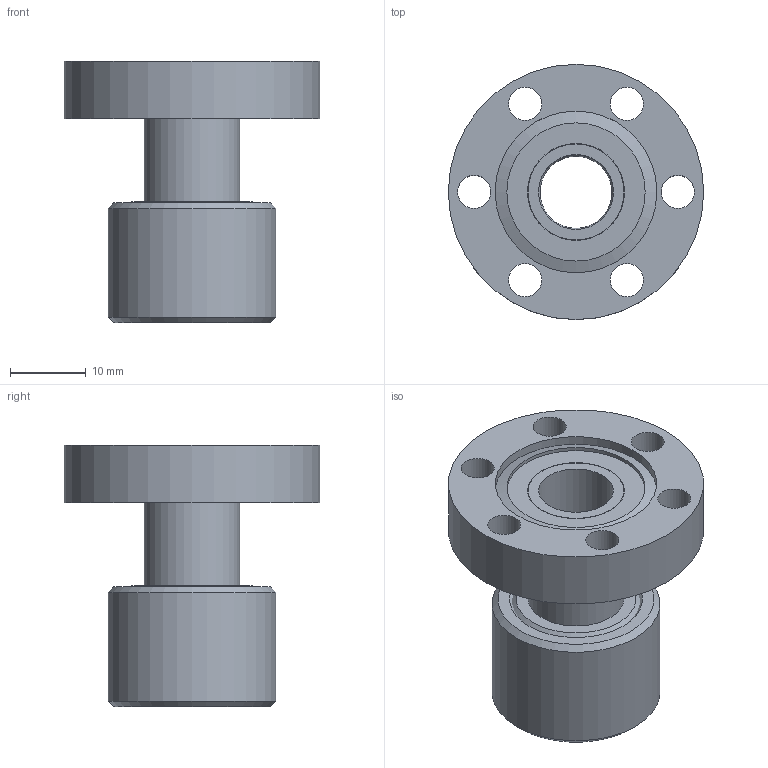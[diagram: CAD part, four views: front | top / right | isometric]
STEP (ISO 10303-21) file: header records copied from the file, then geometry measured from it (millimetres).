
FILE_DESCRIPTION(/* description */ (''),/* implementation_level */ '2;1');
FILE_NAME(/* name */ '5000601a.stp',/* time_stamp */ '2019-08-26T10:35:56-04:00',/* author */ ('Sana_M'),/* organization */ (''),/* preprocessor_version */ 'ST-DEVELOPER v16.13',/* originating_system */ 'Autodesk Inventor 2018',/* authorisation */ '');
FILE_SCHEMA (('AUTOMOTIVE_DESIGN { 1 0 10303 214 3 1 1 }'));
Length unit declared in the file: inch
Products named in the file (1): 5000601a
Bounding box: 33.78 x 33.78 x 34.62 mm (x, y, z)
Volume: 10771.4 mm3; surface area: 8536.9 mm2
Topology: 5 solids, 5 shells, 47 faces, 93 edges, 61 vertices
Faces by surface type: cylinder 22, plane 15, cone 6, torus 4
Full cylindrical faces by diameter (mm): 4.394 x6, 9.525 x1, 9.906 x3, 12.7 x3, 12.827 x1, 15.367 x1, 15.494 x1, 16.078 x1, 17.424 x1, 18.288 x1, 21.387 x1, 22.225 x1, 33.782 x1
Entity records: 1160 total; most frequent: DIRECTION 202, CARTESIAN_POINT 154, EDGE_LOOP 106, ORIENTED_EDGE 106, AXIS2_PLACEMENT_3D 101, FACE_BOUND 59, CIRCLE 53, VERTEX_POINT 53
